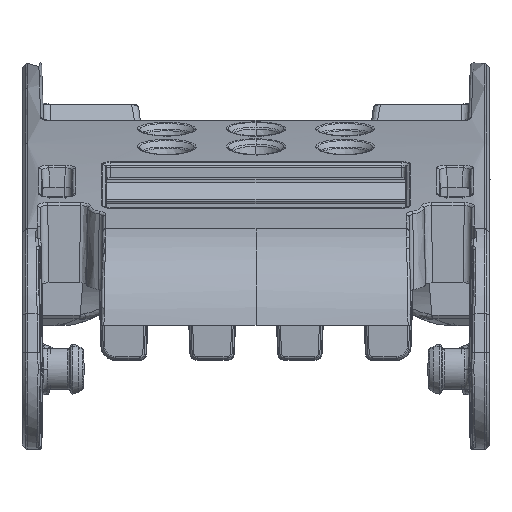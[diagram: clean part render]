
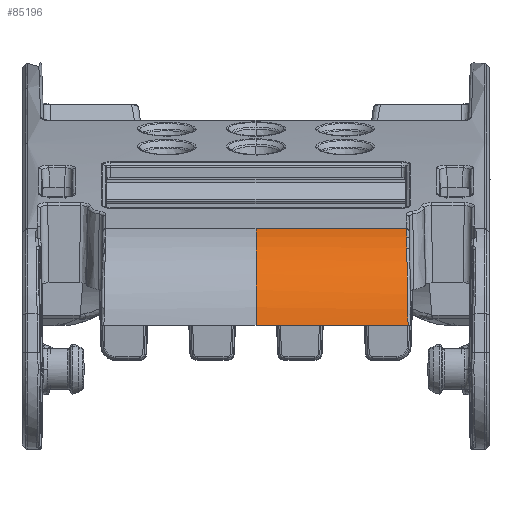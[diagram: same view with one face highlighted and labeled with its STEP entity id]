
A CAD part, front view. The second image highlights one B-rep face of the part: STEP entity #85196.
In plain terms, the highlighted cylindrical face has radius 8 mm (diameter 16 mm), a partial arc.
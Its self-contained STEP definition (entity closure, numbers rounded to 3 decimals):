
#1763=CARTESIAN_POINT('',(11.298,-66.793,
-13.308));
#2714=DIRECTION('',(-1.,0.,0.));
#2715=VECTOR('',#2714,10.282);
#2716=CARTESIAN_POINT('',(11.182,-61.645,
-6.701));
#2717=LINE('',#2716,#2715);
#24261=CARTESIAN_POINT('',(11.182,-61.645,
-6.701));
#24262=CARTESIAN_POINT('',(11.186,-62.195,
-6.907));
#24263=CARTESIAN_POINT('',(11.197,-63.25,
-7.44));
#24264=CARTESIAN_POINT('',(11.217,-64.62,
-8.567));
#24265=CARTESIAN_POINT('',(11.242,-65.711,
-9.967));
#24266=CARTESIAN_POINT('',(11.269,-66.469,
-11.57));
#24267=CARTESIAN_POINT('',(11.288,-66.728,
-12.724));
#24268=CARTESIAN_POINT('',(11.298,-66.793,
-13.308));
#24273=DIRECTION('',(-1.,0.,0.));
#24274=VECTOR('',#24273,10.398);
#24275=CARTESIAN_POINT('',(11.298,-66.793,
-13.308));
#24276=LINE('',#24275,#24274);
#24280=CARTESIAN_POINT('',(0.9,-58.843,
-14.194));
#24281=DIRECTION('',(-1.,0.,0.));
#24282=DIRECTION('',(0.,-0.994,0.111));
#24283=AXIS2_PLACEMENT_3D('',#24280,#24281,#24282);
#51816=CARTESIAN_POINT('',(11.182,-61.645,
-6.701));
#51818=VERTEX_POINT('',#51816);
#51821=VERTEX_POINT('',#1763);
#51859=CARTESIAN_POINT('',(0.9,-66.793,
-13.308));
#51860=VERTEX_POINT('',#51859);
#51961=CARTESIAN_POINT('',(0.9,-61.645,
-6.701));
#51962=VERTEX_POINT('',#51961);
#85185=CARTESIAN_POINT('',(8.9,-58.843,
-14.194));
#85186=DIRECTION('',(1.,0.,0.));
#85187=DIRECTION('',(0.,-0.35,0.937));
#85188=AXIS2_PLACEMENT_3D('',#85185,#85186,#85187);
#85189=CYLINDRICAL_SURFACE('',#85188,8.);
#85190=ORIENTED_EDGE('',*,*,#60057,.F.);
#85191=ORIENTED_EDGE('',*,*,#59550,.T.);
#85192=ORIENTED_EDGE('',*,*,#59626,.T.);
#85193=ORIENTED_EDGE('',*,*,#85179,.T.);
#85194=EDGE_LOOP('',(#85190,#85191,#85192,#85193));
#85195=FACE_OUTER_BOUND('',#85194,.F.);
#24269=B_SPLINE_CURVE_WITH_KNOTS('',3,(#24261,#24262,#24263,#24264,#24265,
#24266,#24267,#24268),.UNSPECIFIED.,.F.,.F.,(4,1,1,1,1,4),(0.,0.2,0.4,
0.6,0.8,1.),.UNSPECIFIED.);
#24284=CIRCLE('',#24283,8.);
#59550=EDGE_CURVE('',#51818,#51821,#24269,.T.);
#59626=EDGE_CURVE('',#51821,#51860,#24276,.T.);
#60057=EDGE_CURVE('',#51818,#51962,#2717,.T.);
#85179=EDGE_CURVE('',#51860,#51962,#24284,.T.);
#85196=ADVANCED_FACE('',(#85195),#85189,.T.);
